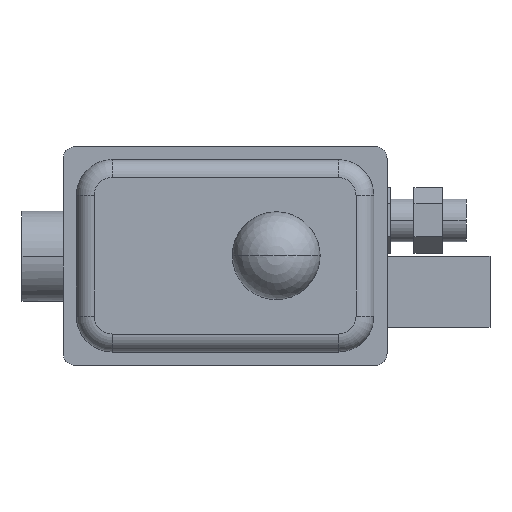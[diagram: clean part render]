
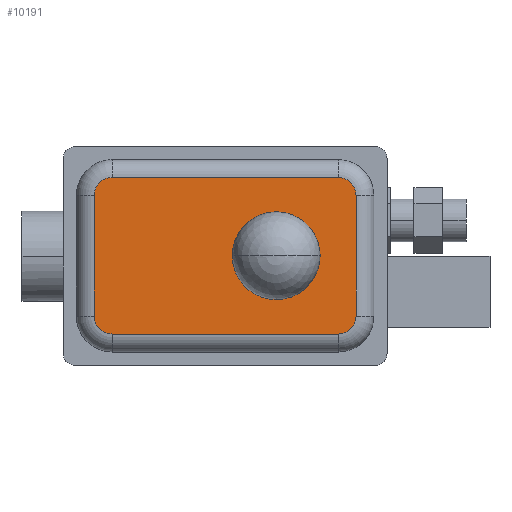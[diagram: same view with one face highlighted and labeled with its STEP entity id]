
A CAD part, top view. The second image highlights one B-rep face of the part: STEP entity #10191.
In plain terms, the highlighted planar face has unit normal (0, 0, 1).
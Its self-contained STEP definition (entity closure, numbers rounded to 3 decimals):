
#4367=VERTEX_POINT('',#12275);
#6271=EDGE_CURVE('',#7425,#10253,#14348,.T.);
#6371=VERTEX_POINT('',#14464);
#6425=EDGE_CURVE('',#8791,#11627,#14523,.T.);
#6639=VERTEX_POINT('',#14756);
#7425=VERTEX_POINT('',#15620);
#7601=VERTEX_POINT('',#15811);
#7921=EDGE_CURVE('',#11425,#6371,#16161,.T.);
#8453=EDGE_CURVE('',#10491,#7425,#16738,.T.);
#8659=EDGE_CURVE('',#6371,#11425,#16963,.T.);
#8791=VERTEX_POINT('',#17105);
#9421=EDGE_CURVE('',#8791,#10491,#17800,.T.);
#9927=EDGE_CURVE('',#7601,#6639,#18366,.T.);
#9991=EDGE_CURVE('',#10253,#7601,#18434,.T.);
#10191=ADVANCED_FACE('',(#18652,#18653),#18654,.T.);
#10253=VERTEX_POINT('',#18721);
#10255=EDGE_CURVE('',#4367,#11627,#18723,.T.);
#10491=VERTEX_POINT('',#18979);
#11425=VERTEX_POINT('',#20002);
#11627=VERTEX_POINT('',#20222);
#11817=EDGE_CURVE('',#6639,#4367,#20428,.T.);
#12275=CARTESIAN_POINT('',(-76.6,25.45,241.501));
#14348=CIRCLE('',#24520,7.5);
#14464=CARTESIAN_POINT('',(-5.0,0.,241.501));
#14523=LINE('',#24831,#24832);
#14756=CARTESIAN_POINT('',(-76.6,-25.45,241.501));
#15620=CARTESIAN_POINT('',(33.6,-25.45,241.501));
#15811=CARTESIAN_POINT('',(-69.1,-32.95,241.501));
#16161=CIRCLE('',#27562,5.0);
#16738=LINE('',#28634,#28635);
#16963=CIRCLE('',#28980,5.0);
#17105=CARTESIAN_POINT('',(26.1,32.95,241.501));
#17800=CIRCLE('',#30474,7.5);
#18366=CIRCLE('',#31341,7.5);
#18434=LINE('',#31429,#31430);
#18652=FACE_BOUND('',#31788,.T.);
#18653=FACE_OUTER_BOUND('',#31789,.T.);
#18654=PLANE('',#31790);
#18721=CARTESIAN_POINT('',(26.1,-32.95,241.501));
#18723=CIRCLE('',#31911,7.5);
#18979=CARTESIAN_POINT('',(33.6,25.45,241.501));
#20002=CARTESIAN_POINT('',(5.0,0.,241.501));
#20222=CARTESIAN_POINT('',(-69.1,32.95,241.501));
#20428=LINE('',#34764,#34765);
#24520=AXIS2_PLACEMENT_3D('',#37559,#37560,#37561);
#24831=CARTESIAN_POINT('',(26.1,32.95,241.501));
#24832=VECTOR('',#37759,1.0);
#27562=AXIS2_PLACEMENT_3D('',#39577,#39578,#39579);
#28634=CARTESIAN_POINT('',(33.6,25.45,241.501));
#28635=VECTOR('',#40162,1.0);
#28980=AXIS2_PLACEMENT_3D('',#40417,#40418,#40419);
#30474=AXIS2_PLACEMENT_3D('',#41425,#41426,#41427);
#31341=AXIS2_PLACEMENT_3D('',#42105,#42106,#42107);
#31429=CARTESIAN_POINT('',(26.1,-32.95,241.501));
#31430=VECTOR('',#42172,1.0);
#31788=EDGE_LOOP('',(#42427,#42428));
#31789=EDGE_LOOP('',(#42429,#42430,#42431,#42432,#42433,#42434,#42435,#42436));
#31790=AXIS2_PLACEMENT_3D('',#42437,#42438,#42439);
#31911=AXIS2_PLACEMENT_3D('',#42503,#42504,#42505);
#34764=CARTESIAN_POINT('',(-76.6,-25.45,241.501));
#34765=VECTOR('',#44468,1.0);
#37559=CARTESIAN_POINT('',(26.1,-25.45,241.501));
#37560=DIRECTION('',(0.0,0.0,-1.0));
#37561=DIRECTION('',(-1.0,0.0,0.0));
#37759=DIRECTION('',(-1.0,0.0,0.0));
#39577=CARTESIAN_POINT('',(0.0,0.0,241.501));
#39578=DIRECTION('',(-0.0,0.0,-1.0));
#39579=DIRECTION('',(-1.0,0.0,0.0));
#40162=DIRECTION('',(0.0,-1.0,0.0));
#40417=CARTESIAN_POINT('',(0.0,0.0,241.501));
#40418=DIRECTION('',(-0.0,0.0,-1.0));
#40419=DIRECTION('',(-1.0,0.0,0.0));
#41425=CARTESIAN_POINT('',(26.1,25.45,241.501));
#41426=DIRECTION('',(0.0,0.0,-1.0));
#41427=DIRECTION('',(-1.0,0.0,0.0));
#42105=CARTESIAN_POINT('',(-69.1,-25.45,241.501));
#42106=DIRECTION('',(0.0,0.0,-1.0));
#42107=DIRECTION('',(-1.0,0.0,0.0));
#42172=DIRECTION('',(-1.0,0.0,0.0));
#42427=ORIENTED_EDGE('',*,*,#7921,.T.);
#42428=ORIENTED_EDGE('',*,*,#8659,.T.);
#42429=ORIENTED_EDGE('',*,*,#9927,.F.);
#42430=ORIENTED_EDGE('',*,*,#9991,.F.);
#42431=ORIENTED_EDGE('',*,*,#6271,.F.);
#42432=ORIENTED_EDGE('',*,*,#8453,.F.);
#42433=ORIENTED_EDGE('',*,*,#9421,.F.);
#42434=ORIENTED_EDGE('',*,*,#6425,.T.);
#42435=ORIENTED_EDGE('',*,*,#10255,.F.);
#42436=ORIENTED_EDGE('',*,*,#11817,.F.);
#42437=CARTESIAN_POINT('',(-72.85,25.45,241.501));
#42438=DIRECTION('',(0.0,0.0,1.0));
#42439=DIRECTION('',(1.0,0.0,0.0));
#42503=CARTESIAN_POINT('',(-69.1,25.45,241.501));
#42504=DIRECTION('',(0.0,0.0,-1.0));
#42505=DIRECTION('',(-1.0,0.0,0.0));
#44468=DIRECTION('',(0.0,1.0,0.0));
